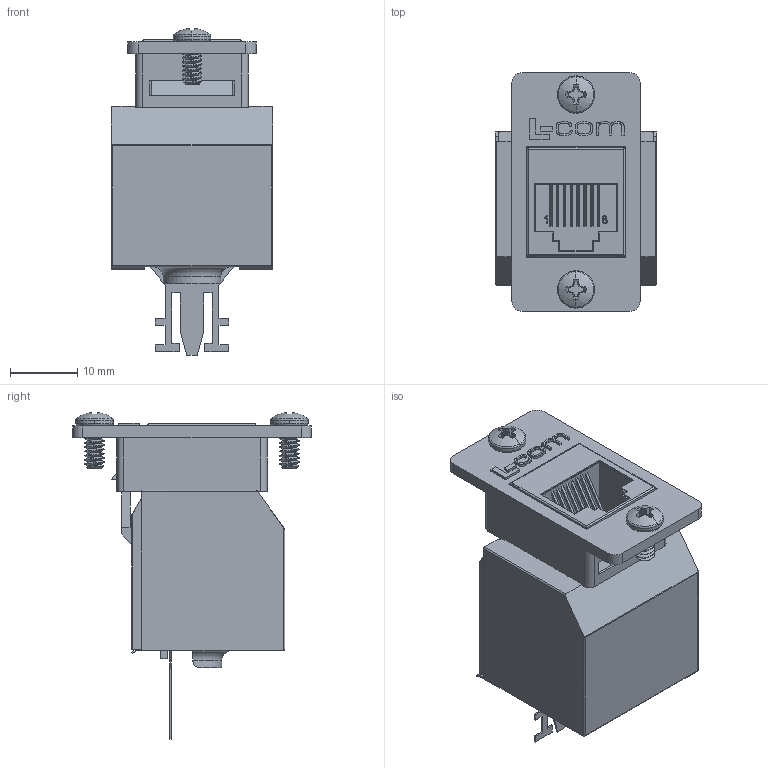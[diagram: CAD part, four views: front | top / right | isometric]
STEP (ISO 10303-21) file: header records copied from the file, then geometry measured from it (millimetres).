
FILE_DESCRIPTION (( 'STEP AP214' ), '1' );
FILE_NAME ('ECF110C6-S.STEP', '2018-08-03T17:28:40', ( '' ), ( '' ), 'SwSTEP 2.0', 'SolidWorks 2017', '' );
FILE_SCHEMA (( 'AUTOMOTIVE_DESIGN' ));
Length unit declared in the file: inch
Products named in the file (8): IDC CONTACT COVER^MJ110C6-S; MJ110C6-S-MA2; 91772A106_91772A106; MJ110C6-S; MJ110C6-S-MA1; MJ110C6-S-MA4; ECF-SK_with Global Connectivity logo; ECF110C6-S
Assembly tree (9 placements, depth 3):
  ECF110C6-S
    ECF-SK_with Global Connectivity logo
    MJ110C6-S
      MJ110C6-S-MA1
      MJ110C6-S-MA2
      MJ110C6-S-MA4
      IDC CONTACT COVER^MJ110C6-S  x2
    91772A106_91772A106  x2
Bounding box: 24 x 35.56 x 48.62 mm (x, y, z)
Volume: 9852.7 mm3; surface area: 17468.3 mm2
Topology: 8 solids, 8 shells, 873 faces, 2440 edges, 1606 vertices
Faces by surface type: plane 582, cylinder 177, bspline 78, cone 18, torus 14, sphere 4
Entity records: 32811 total; most frequent: CARTESIAN_POINT 8983, ORIENTED_EDGE 4212, DIRECTION 3306, EDGE_CURVE 2106, LINE 1666, VECTOR 1666, VERTEX_POINT 1385, AXIS2_PLACEMENT_3D 820
